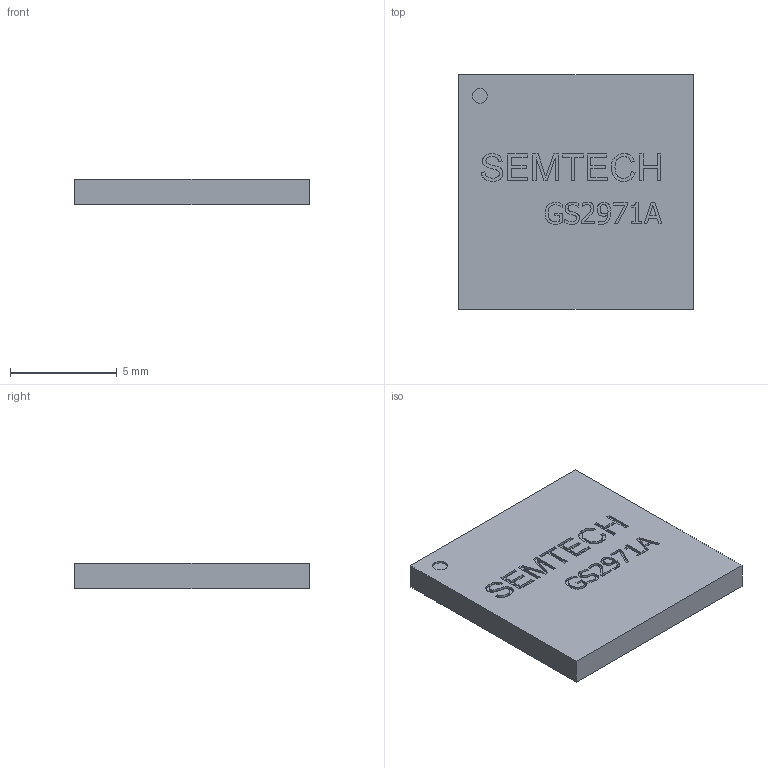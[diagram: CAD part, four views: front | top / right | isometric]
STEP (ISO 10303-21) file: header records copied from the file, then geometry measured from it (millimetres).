
FILE_DESCRIPTION(/* description */ (''),/* implementation_level */ '2;1');
FILE_NAME(/* name */ 'GS2971A.stp',/* time_stamp */ '2020-08-19T13:47:08+02:00',/* author */ ('Kuba'),/* organization */ (''),/* preprocessor_version */ 'ST-DEVELOPER v18',/* originating_system */ 'Autodesk Inventor 2020',/* authorisation */ '');
FILE_SCHEMA (('AUTOMOTIVE_DESIGN { 1 0 10303 214 3 1 1 }'));
Length unit declared in the file: millimetre
Products named in the file (1): BUDDY
Bounding box: 11 x 11 x 1.2 mm (x, y, z)
Volume: 144.6 mm3; surface area: 303.1 mm2
Topology: 1 solids, 1 shells, 248 faces, 689 edges, 460 vertices
Faces by surface type: plane 131, bspline 116, cylinder 1
Full cylindrical faces by diameter (mm): 0.7 x1
Entity records: 8950 total; most frequent: CARTESIAN_POINT 3309, ORIENTED_EDGE 1378, DIRECTION 727, EDGE_CURVE 689, VERTEX_POINT 460, LINE 453, VECTOR 453, EDGE_LOOP 265
